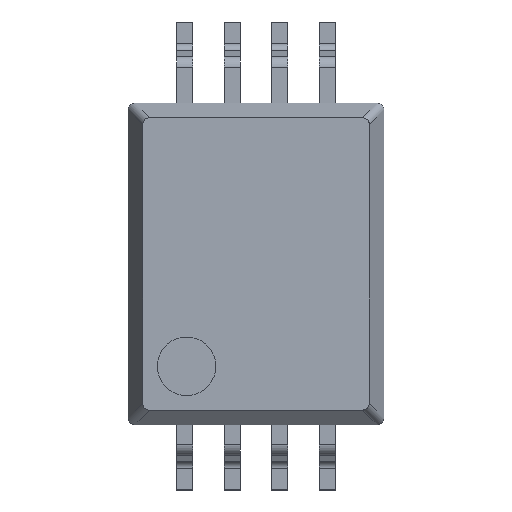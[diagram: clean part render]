
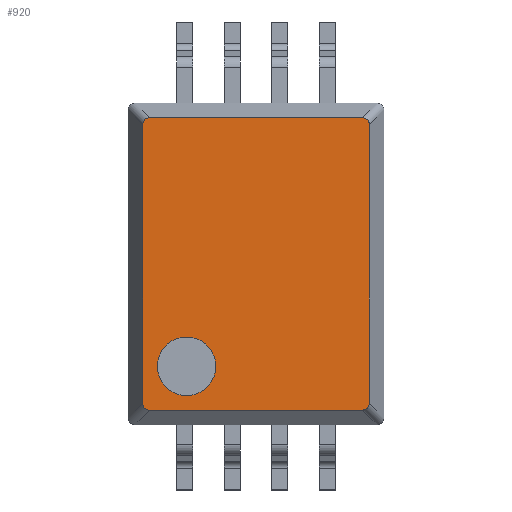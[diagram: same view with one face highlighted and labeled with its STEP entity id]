
A CAD part, top view. The second image highlights one B-rep face of the part: STEP entity #920.
In plain terms, the highlighted planar face has unit normal (0, 0, 1).
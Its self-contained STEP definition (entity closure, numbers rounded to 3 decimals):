
#39=FACE_BOUND('',#166,.T.);
#46=ELLIPSE('',#995,0.115,0.1);
#58=ELLIPSE('',#1015,0.115,0.1);
#59=ELLIPSE('',#1019,0.115,0.1);
#60=ELLIPSE('',#1020,0.115,0.1);
#79=PLANE('',#1018);
#115=FACE_OUTER_BOUND('',#165,.T.);
#165=EDGE_LOOP('',(#686,#687,#688,#689,#690,#691,#692,#693));
#166=EDGE_LOOP('',(#694));
#225=LINE('',#1483,#310);
#226=LINE('',#1486,#311);
#227=LINE('',#1490,#312);
#228=LINE('',#1493,#313);
#310=VECTOR('',#1186,10.);
#311=VECTOR('',#1189,10.);
#312=VECTOR('',#1192,10.);
#313=VECTOR('',#1195,10.);
#372=CIRCLE('',#984,0.4);
#390=VERTEX_POINT('',#1393);
#400=VERTEX_POINT('',#1417);
#401=VERTEX_POINT('',#1419);
#421=VERTEX_POINT('',#1475);
#422=VERTEX_POINT('',#1477);
#423=VERTEX_POINT('',#1485);
#424=VERTEX_POINT('',#1487);
#425=VERTEX_POINT('',#1489);
#426=VERTEX_POINT('',#1491);
#480=EDGE_CURVE('',#390,#390,#372,.T.);
#492=EDGE_CURVE('',#400,#401,#46,.T.);
#521=EDGE_CURVE('',#421,#422,#58,.T.);
#524=EDGE_CURVE('',#422,#400,#225,.T.);
#525=EDGE_CURVE('',#423,#421,#226,.T.);
#526=EDGE_CURVE('',#424,#423,#59,.T.);
#527=EDGE_CURVE('',#425,#424,#227,.T.);
#528=EDGE_CURVE('',#426,#425,#60,.T.);
#529=EDGE_CURVE('',#401,#426,#228,.T.);
#686=ORIENTED_EDGE('',*,*,#492,.F.);
#687=ORIENTED_EDGE('',*,*,#524,.F.);
#688=ORIENTED_EDGE('',*,*,#521,.F.);
#689=ORIENTED_EDGE('',*,*,#525,.F.);
#690=ORIENTED_EDGE('',*,*,#526,.F.);
#691=ORIENTED_EDGE('',*,*,#527,.F.);
#692=ORIENTED_EDGE('',*,*,#528,.F.);
#693=ORIENTED_EDGE('',*,*,#529,.F.);
#694=ORIENTED_EDGE('',*,*,#480,.T.);
#920=ADVANCED_FACE('',(#115,#39),#79,.T.);
#984=AXIS2_PLACEMENT_3D('',#1394,#1095,#1096);
#995=AXIS2_PLACEMENT_3D('',#1420,#1121,#1122);
#1015=AXIS2_PLACEMENT_3D('',#1478,#1178,#1179);
#1018=AXIS2_PLACEMENT_3D('',#1484,#1187,#1188);
#1019=AXIS2_PLACEMENT_3D('',#1488,#1190,#1191);
#1020=AXIS2_PLACEMENT_3D('',#1492,#1193,#1194);
#1095=DIRECTION('center_axis',(0.,0.,-1.));
#1096=DIRECTION('ref_axis',(-1.,0.,0.));
#1121=DIRECTION('center_axis',(0.,0.,-1.));
#1122=DIRECTION('ref_axis',(-0.707,0.707,0.));
#1178=DIRECTION('center_axis',(0.,0.,-1.));
#1179=DIRECTION('ref_axis',(-0.707,-0.707,0.));
#1186=DIRECTION('',(0.,1.,0.));
#1187=DIRECTION('center_axis',(0.,0.,1.));
#1188=DIRECTION('ref_axis',(1.,0.,0.));
#1189=DIRECTION('',(-1.,0.,0.));
#1190=DIRECTION('center_axis',(0.,0.,-1.));
#1191=DIRECTION('ref_axis',(0.707,-0.707,0.));
#1192=DIRECTION('',(0.,-1.,0.));
#1193=DIRECTION('center_axis',(0.,0.,-1.));
#1194=DIRECTION('ref_axis',(0.707,0.707,0.));
#1195=DIRECTION('',(1.,0.,0.));
#1393=CARTESIAN_POINT('',(-0.55,-1.4,1.25));
#1394=CARTESIAN_POINT('Origin',(-0.95,-1.4,1.25));
#1417=CARTESIAN_POINT('',(-1.55,1.907,1.25));
#1419=CARTESIAN_POINT('',(-1.457,2.,1.25));
#1420=CARTESIAN_POINT('Origin',(-1.442,1.892,1.25));
#1475=CARTESIAN_POINT('',(-1.457,-2.,1.25));
#1477=CARTESIAN_POINT('',(-1.55,-1.907,1.25));
#1478=CARTESIAN_POINT('Origin',(-1.442,-1.892,1.25));
#1483=CARTESIAN_POINT('',(-1.55,-2.,1.25));
#1484=CARTESIAN_POINT('Origin',(0.,0.,1.25));
#1485=CARTESIAN_POINT('',(1.457,-2.,1.25));
#1486=CARTESIAN_POINT('',(1.55,-2.,1.25));
#1487=CARTESIAN_POINT('',(1.55,-1.907,1.25));
#1488=CARTESIAN_POINT('Origin',(1.442,-1.892,1.25));
#1489=CARTESIAN_POINT('',(1.55,1.907,1.25));
#1490=CARTESIAN_POINT('',(1.55,2.,1.25));
#1491=CARTESIAN_POINT('',(1.457,2.,1.25));
#1492=CARTESIAN_POINT('Origin',(1.442,1.892,1.25));
#1493=CARTESIAN_POINT('',(-1.55,2.,1.25));
